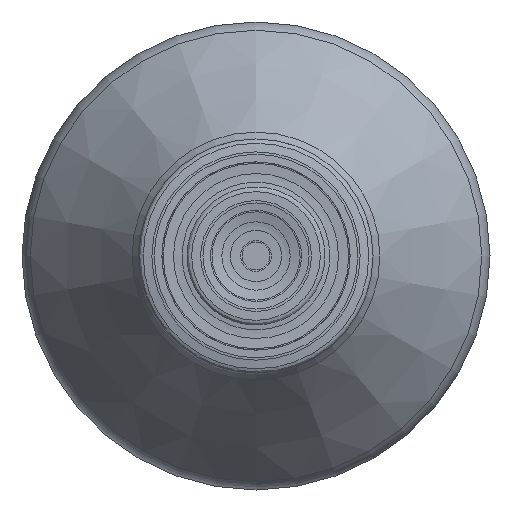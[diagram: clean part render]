
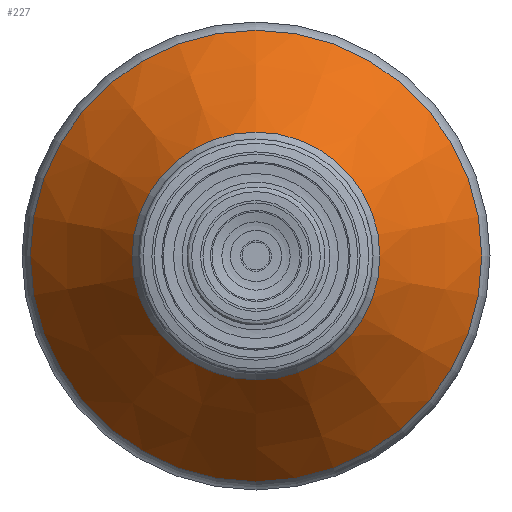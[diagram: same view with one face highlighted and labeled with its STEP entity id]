
A CAD part, left-side view. The second image highlights one B-rep face of the part: STEP entity #227.
In plain terms, the highlighted conical face has half-angle 36.87 degrees and reference radius 16.4 mm.
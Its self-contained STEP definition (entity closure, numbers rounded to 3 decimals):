
#205=CONICAL_SURFACE('',#892,16.4,36.87);
#227=ADVANCED_FACE('',(#314,#315),#205,.T.);
#314=FACE_BOUND('',#439,.T.);
#315=FACE_BOUND('',#440,.T.);
#439=EDGE_LOOP('',(#567));
#440=EDGE_LOOP('',(#568));
#567=ORIENTED_EDGE('',*,*,#745,.T.);
#568=ORIENTED_EDGE('',*,*,#744,.F.);
#680=VERTEX_POINT('',#1239);
#681=VERTEX_POINT('',#1242);
#744=EDGE_CURVE('',#680,#680,#808,.T.);
#745=EDGE_CURVE('',#681,#681,#809,.T.);
#808=CIRCLE('',#889,16.4);
#809=CIRCLE('',#891,9.);
#889=AXIS2_PLACEMENT_3D('',#1238,#1008,#1009);
#891=AXIS2_PLACEMENT_3D('',#1241,#1012,#1013);
#892=AXIS2_PLACEMENT_3D('',#1243,#1014,#1015);
#1008=DIRECTION('',(1.,0.,0.));
#1009=DIRECTION('',(0.,0.,1.));
#1012=DIRECTION('',(1.,0.,0.));
#1013=DIRECTION('',(0.,0.,1.));
#1014=DIRECTION('',(1.,0.,0.));
#1015=DIRECTION('',(0.,0.,-1.));
#1238=CARTESIAN_POINT('',(84.2,0.,0.));
#1239=CARTESIAN_POINT('',(84.2,0.,16.4));
#1241=CARTESIAN_POINT('',(74.333,0.,0.));
#1242=CARTESIAN_POINT('',(74.333,0.,9.));
#1243=CARTESIAN_POINT('',(84.2,0.,0.));
